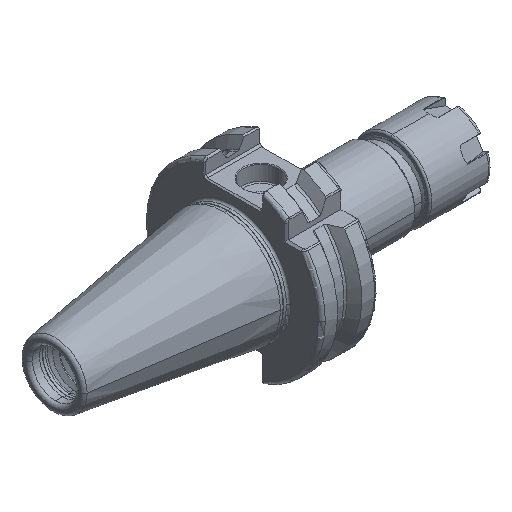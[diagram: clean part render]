
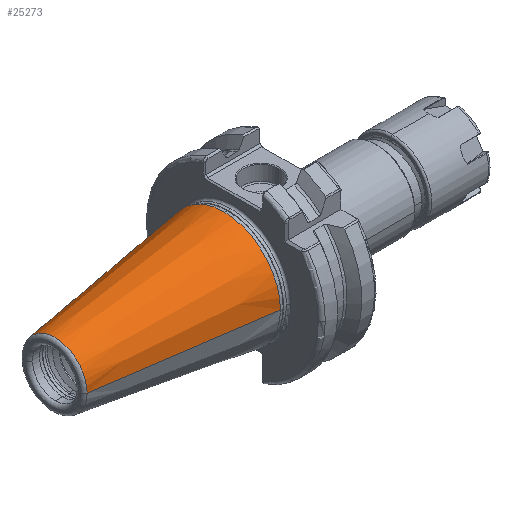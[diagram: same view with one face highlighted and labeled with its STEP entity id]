
A CAD part, isometric view. The second image highlights one B-rep face of the part: STEP entity #25273.
In plain terms, the highlighted conical face has half-angle 8.297 degrees and reference radius 16.342 mm.
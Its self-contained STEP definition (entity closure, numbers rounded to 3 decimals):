
#159 = EDGE_LOOP ( 'NONE', ( #21115, #21147, #21136, #21112, #21108 ) ) ;
#242 = CONICAL_SURFACE ( 'NONE', #33622, 16.342, 0.145 ) ;
#419 = FACE_OUTER_BOUND ( 'NONE', #159, .T. ) ;
#3709 = CARTESIAN_POINT ( 'NONE',  ( -2.6, 15.962, 0. ) ) ;
#3717 = CARTESIAN_POINT ( 'NONE',  ( -50.144, 9.029, 0. ) ) ;
#3727 = CARTESIAN_POINT ( 'NONE',  ( -50.144, -9.029, 0. ) ) ;
#3743 = CARTESIAN_POINT ( 'NONE',  ( -2.6, -15.962, 0. ) ) ;
#3805 = CARTESIAN_POINT ( 'NONE',  ( -2.6, 0., 15.962 ) ) ;
#17230 = CARTESIAN_POINT ( 'NONE',  ( -2.6, 0., 0. ) ) ;
#17256 = DIRECTION ( 'NONE',  ( 0., 0., 1. ) ) ;
#17261 = DIRECTION ( 'NONE',  ( -1., 0., 0. ) ) ;
#17378 = DIRECTION ( 'NONE',  ( 0.99, -0.144, 0. ) ) ;
#17380 = CARTESIAN_POINT ( 'NONE',  ( 0., -16.342, 0. ) ) ;
#17832 = CARTESIAN_POINT ( 'NONE',  ( 0., 16.342, 0. ) ) ;
#17844 = DIRECTION ( 'NONE',  ( 0.99, 0.144, 0. ) ) ;
#19542 = DIRECTION ( 'NONE',  ( 0., 1., 0. ) ) ;
#19562 = CARTESIAN_POINT ( 'NONE',  ( 0., 0., 0. ) ) ;
#19567 = DIRECTION ( 'NONE',  ( 1., 0., 0. ) ) ;
#21108 = ORIENTED_EDGE ( 'NONE', *, *, #29986, .F. ) ;
#21112 = ORIENTED_EDGE ( 'NONE', *, *, #29908, .T. ) ;
#21115 = ORIENTED_EDGE ( 'NONE', *, *, #29914, .T. ) ;
#21136 = ORIENTED_EDGE ( 'NONE', *, *, #30007, .T. ) ;
#21147 = ORIENTED_EDGE ( 'NONE', *, *, #30022, .T. ) ;
#21357 = VERTEX_POINT ( 'NONE', #3717 ) ;
#21400 = VERTEX_POINT ( 'NONE', #3709 ) ;
#21440 = VERTEX_POINT ( 'NONE', #3727 ) ;
#21463 = VERTEX_POINT ( 'NONE', #3743 ) ;
#21469 = VERTEX_POINT ( 'NONE', #3805 ) ;
#23615 = DIRECTION ( 'NONE',  ( 0., 0., 1. ) ) ;
#23643 = CARTESIAN_POINT ( 'NONE',  ( -2.6, 0., 0. ) ) ;
#23651 = DIRECTION ( 'NONE',  ( -1., 0., 0. ) ) ;
#23674 = DIRECTION ( 'NONE',  ( 0., -1., 0. ) ) ;
#23679 = CARTESIAN_POINT ( 'NONE',  ( -50.144, 0., 0. ) ) ;
#23687 = DIRECTION ( 'NONE',  ( 1., 0., 0. ) ) ;
#25273 = ADVANCED_FACE ( 'NONE', ( #419 ), #242, .T. ) ;
#29908 = EDGE_CURVE ( 'NONE', #21469, #21400, #34019, .T. ) ;
#29914 = EDGE_CURVE ( 'NONE', #21357, #21440, #34022, .T. ) ;
#29986 = EDGE_CURVE ( 'NONE', #21357, #21400, #34108, .T. ) ;
#30007 = EDGE_CURVE ( 'NONE', #21463, #21469, #34115, .T. ) ;
#30022 = EDGE_CURVE ( 'NONE', #21440, #21463, #34124, .T. ) ;
#33622 = AXIS2_PLACEMENT_3D ( 'NONE', #19562, #19567, #19542 ) ;
#33629 = AXIS2_PLACEMENT_3D ( 'NONE', #23643, #23651, #23615 ) ;
#33646 = AXIS2_PLACEMENT_3D ( 'NONE', #23679, #23687, #23674 ) ;
#33687 = AXIS2_PLACEMENT_3D ( 'NONE', #17230, #17261, #17256 ) ;
#34019 = CIRCLE ( 'NONE', #33629, 15.962 ) ;
#34022 = CIRCLE ( 'NONE', #33646, 9.029 ) ;
#34104 = VECTOR ( 'NONE', #17844, 1000. ) ;
#34108 = LINE ( 'NONE', #17832, #34104 ) ;
#34115 = CIRCLE ( 'NONE', #33687, 15.962 ) ;
#34124 = LINE ( 'NONE', #17380, #34146 ) ;
#34146 = VECTOR ( 'NONE', #17378, 1000. ) ;
